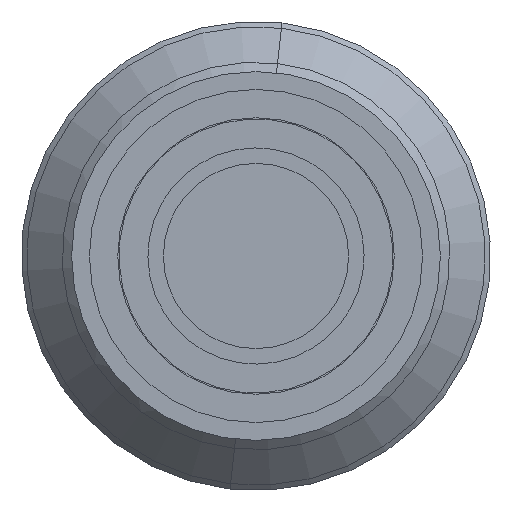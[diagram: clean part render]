
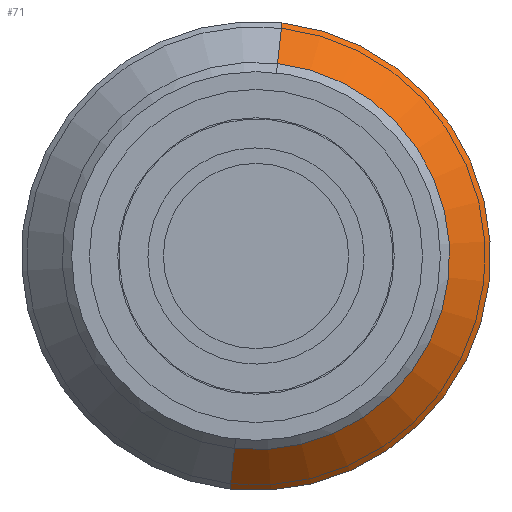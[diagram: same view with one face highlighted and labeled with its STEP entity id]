
A CAD part, front view. The second image highlights one B-rep face of the part: STEP entity #71.
In plain terms, the highlighted conical face has half-angle 45 degrees and reference radius 12.065 mm.
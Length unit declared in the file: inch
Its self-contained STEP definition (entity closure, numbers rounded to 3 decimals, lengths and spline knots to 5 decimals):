
#49 = EDGE_CURVE ( 'NONE', #1127, #326, #1238, .T. ) ;
#70 = CARTESIAN_POINT ( 'NONE',  ( 0.04352, 1.31, 0.39008 ) ) ;
#71 = ADVANCED_FACE ( 'NONE', ( #728 ), #575, .T. ) ;
#78 = VECTOR ( 'NONE', #144, 39.37008 ) ;
#96 = DIRECTION ( 'NONE',  ( 0., 1., 0. ) ) ;
#122 = AXIS2_PLACEMENT_3D ( 'NONE', #1186, #874, #784 ) ;
#144 = DIRECTION ( 'NONE',  ( 0.078, 0.707, 0.703 ) ) ;
#184 = CARTESIAN_POINT ( 'NONE',  ( 0., 1.3925, 0. ) ) ;
#218 = VECTOR ( 'NONE', #495, 39.37008 ) ;
#235 = CARTESIAN_POINT ( 'NONE',  ( -0.04352, 1.31, -0.39008 ) ) ;
#291 = ORIENTED_EDGE ( 'NONE', *, *, #682, .F. ) ;
#294 = CARTESIAN_POINT ( 'NONE',  ( 0.05267, 1.3925, 0.47207 ) ) ;
#306 = DIRECTION ( 'NONE',  ( 0., 1., 0. ) ) ;
#326 = VERTEX_POINT ( 'NONE', #390 ) ;
#390 = CARTESIAN_POINT ( 'NONE',  ( -0.05267, 1.3925, -0.47207 ) ) ;
#454 = EDGE_LOOP ( 'NONE', ( #763, #1239, #1290, #291 ) ) ;
#458 = AXIS2_PLACEMENT_3D ( 'NONE', #184, #306, #802 ) ;
#495 = DIRECTION ( 'NONE',  ( -0.078, 0.707, -0.703 ) ) ;
#575 = CONICAL_SURFACE ( 'NONE', #458, 0.475, 0.785 ) ;
#682 = EDGE_CURVE ( 'NONE', #830, #788, #1291, .T. ) ;
#728 = FACE_OUTER_BOUND ( 'NONE', #454, .T. ) ;
#763 = ORIENTED_EDGE ( 'NONE', *, *, #963, .T. ) ;
#784 = DIRECTION ( 'NONE',  ( 0.111, 0., 0.994 ) ) ;
#788 = VERTEX_POINT ( 'NONE', #294 ) ;
#802 = DIRECTION ( 'NONE',  ( 0.111, 0., 0.994 ) ) ;
#829 = CARTESIAN_POINT ( 'NONE',  ( 0., 1.31, 0. ) ) ;
#830 = VERTEX_POINT ( 'NONE', #70 ) ;
#869 = AXIS2_PLACEMENT_3D ( 'NONE', #829, #96, #1050 ) ;
#874 = DIRECTION ( 'NONE',  ( 0., 1., 0. ) ) ;
#957 = CIRCLE ( 'NONE', #869, 0.3925 ) ;
#963 = EDGE_CURVE ( 'NONE', #830, #1127, #957, .T. ) ;
#1050 = DIRECTION ( 'NONE',  ( 0.111, 0., 0.994 ) ) ;
#1123 = EDGE_CURVE ( 'NONE', #788, #326, #1328, .T. ) ;
#1127 = VERTEX_POINT ( 'NONE', #235 ) ;
#1186 = CARTESIAN_POINT ( 'NONE',  ( 0., 1.3925, 0. ) ) ;
#1188 = CARTESIAN_POINT ( 'NONE',  ( 0.05267, 1.3925, 0.47207 ) ) ;
#1238 = LINE ( 'NONE', #1352, #218 ) ;
#1239 = ORIENTED_EDGE ( 'NONE', *, *, #49, .T. ) ;
#1290 = ORIENTED_EDGE ( 'NONE', *, *, #1123, .F. ) ;
#1291 = LINE ( 'NONE', #1188, #78 ) ;
#1328 = CIRCLE ( 'NONE', #122, 0.475 ) ;
#1352 = CARTESIAN_POINT ( 'NONE',  ( -0.05267, 1.3925, -0.47207 ) ) ;
